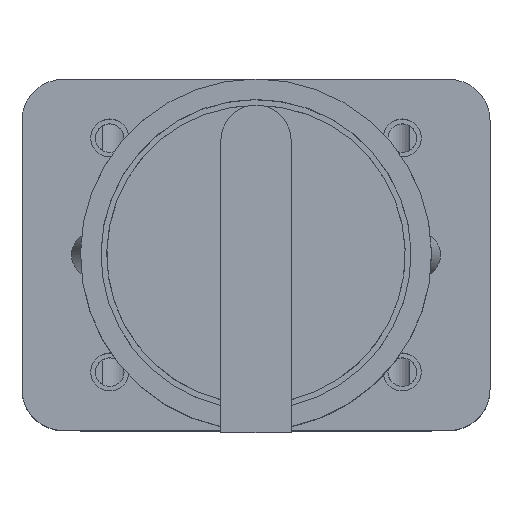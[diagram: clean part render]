
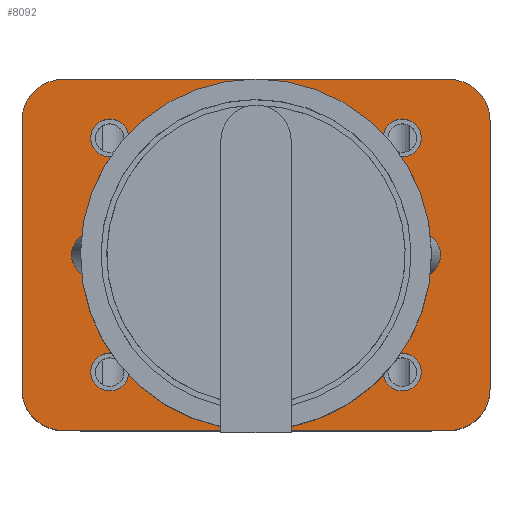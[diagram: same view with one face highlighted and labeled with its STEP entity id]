
A CAD part, top view. The second image highlights one B-rep face of the part: STEP entity #8092.
In plain terms, the highlighted planar face has unit normal (0, 0, 1).
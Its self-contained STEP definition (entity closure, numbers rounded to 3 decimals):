
#667=LINE('',#11075,#1451);
#673=LINE('',#11095,#1457);
#676=LINE('',#11103,#1460);
#678=LINE('',#11109,#1462);
#1451=VECTOR('',#9173,33.);
#1457=VECTOR('',#9193,23.);
#1460=VECTOR('',#9202,33.);
#1462=VECTOR('',#9210,23.);
#2238=PLANE('',#8586);
#2566=FACE_BOUND('',#3160,.T.);
#2567=FACE_BOUND('',#3161,.T.);
#2568=FACE_BOUND('',#3162,.T.);
#2569=FACE_BOUND('',#3163,.T.);
#2570=FACE_BOUND('',#3164,.T.);
#2571=FACE_BOUND('',#3165,.T.);
#2572=FACE_BOUND('',#3166,.T.);
#2573=FACE_BOUND('',#3167,.T.);
#2692=ELLIPSE('',#8544,2.071,2.);
#2693=ELLIPSE('',#8550,2.071,2.);
#3160=EDGE_LOOP('',(#5818));
#3161=EDGE_LOOP('',(#5819));
#3162=EDGE_LOOP('',(#5820));
#3163=EDGE_LOOP('',(#5821));
#3164=EDGE_LOOP('',(#5822));
#3165=EDGE_LOOP('',(#5823));
#3166=EDGE_LOOP('',(#5824));
#3167=EDGE_LOOP('',(#5825,#5826,#5827,#5828,#5829,#5830,#5831,#5832));
#3704=CIRCLE('',#8556,1.625);
#3706=CIRCLE('',#8559,1.625);
#3708=CIRCLE('',#8562,1.625);
#3710=CIRCLE('',#8565,1.625);
#3712=CIRCLE('',#8568,11.25);
#3713=CIRCLE('',#8570,3.5);
#3718=CIRCLE('',#8578,3.5);
#3719=CIRCLE('',#8581,3.5);
#3720=CIRCLE('',#8584,3.5);
#3867=VERTEX_POINT('',#11021);
#3870=VERTEX_POINT('',#11030);
#3873=VERTEX_POINT('',#11039);
#3875=VERTEX_POINT('',#11044);
#3877=VERTEX_POINT('',#11049);
#3879=VERTEX_POINT('',#11054);
#3881=VERTEX_POINT('',#11059);
#3882=VERTEX_POINT('',#11062);
#3883=VERTEX_POINT('',#11063);
#3887=VERTEX_POINT('',#11073);
#3893=VERTEX_POINT('',#11089);
#3894=VERTEX_POINT('',#11093);
#3895=VERTEX_POINT('',#11097);
#3896=VERTEX_POINT('',#11101);
#3897=VERTEX_POINT('',#11105);
#4625=EDGE_CURVE('',#3867,#3867,#2692,.T.);
#4628=EDGE_CURVE('',#3870,#3870,#2693,.T.);
#4631=EDGE_CURVE('',#3873,#3873,#3704,.T.);
#4633=EDGE_CURVE('',#3875,#3875,#3706,.T.);
#4635=EDGE_CURVE('',#3877,#3877,#3708,.T.);
#4637=EDGE_CURVE('',#3879,#3879,#3710,.T.);
#4639=EDGE_CURVE('',#3881,#3881,#3712,.T.);
#4640=EDGE_CURVE('',#3882,#3883,#3713,.T.);
#4646=EDGE_CURVE('',#3887,#3882,#667,.T.);
#4653=EDGE_CURVE('',#3893,#3887,#3718,.T.);
#4656=EDGE_CURVE('',#3894,#3893,#673,.T.);
#4657=EDGE_CURVE('',#3895,#3894,#3719,.T.);
#4660=EDGE_CURVE('',#3896,#3895,#676,.T.);
#4661=EDGE_CURVE('',#3897,#3896,#3720,.T.);
#4663=EDGE_CURVE('',#3883,#3897,#678,.T.);
#5818=ORIENTED_EDGE('',*,*,#4625,.T.);
#5819=ORIENTED_EDGE('',*,*,#4628,.T.);
#5820=ORIENTED_EDGE('',*,*,#4631,.T.);
#5821=ORIENTED_EDGE('',*,*,#4633,.T.);
#5822=ORIENTED_EDGE('',*,*,#4635,.T.);
#5823=ORIENTED_EDGE('',*,*,#4637,.T.);
#5824=ORIENTED_EDGE('',*,*,#4639,.T.);
#5825=ORIENTED_EDGE('',*,*,#4640,.F.);
#5826=ORIENTED_EDGE('',*,*,#4646,.F.);
#5827=ORIENTED_EDGE('',*,*,#4653,.F.);
#5828=ORIENTED_EDGE('',*,*,#4656,.F.);
#5829=ORIENTED_EDGE('',*,*,#4657,.F.);
#5830=ORIENTED_EDGE('',*,*,#4660,.F.);
#5831=ORIENTED_EDGE('',*,*,#4661,.F.);
#5832=ORIENTED_EDGE('',*,*,#4663,.F.);
#8092=ADVANCED_FACE('',(#2566,#2567,#2568,#2569,#2570,#2571,#2572,#2573),
#2238,.T.);
#8544=AXIS2_PLACEMENT_3D('',#11022,#9111,#9112);
#8550=AXIS2_PLACEMENT_3D('',#11031,#9123,#9124);
#8556=AXIS2_PLACEMENT_3D('',#11040,#9135,#9136);
#8559=AXIS2_PLACEMENT_3D('',#11045,#9141,#9142);
#8562=AXIS2_PLACEMENT_3D('',#11050,#9147,#9148);
#8565=AXIS2_PLACEMENT_3D('',#11055,#9153,#9154);
#8568=AXIS2_PLACEMENT_3D('',#11060,#9159,#9160);
#8570=AXIS2_PLACEMENT_3D('',#11064,#9163,#9164);
#8578=AXIS2_PLACEMENT_3D('',#11090,#9187,#9188);
#8581=AXIS2_PLACEMENT_3D('',#11098,#9196,#9197);
#8584=AXIS2_PLACEMENT_3D('',#11106,#9205,#9206);
#8586=AXIS2_PLACEMENT_3D('',#11110,#9211,#9212);
#9111=DIRECTION('center_axis',(0.,0.,-1.));
#9112=DIRECTION('ref_axis',(-1.,0.,0.));
#9123=DIRECTION('center_axis',(0.,0.,-1.));
#9124=DIRECTION('ref_axis',(1.,0.,0.));
#9135=DIRECTION('center_axis',(0.,0.,-1.));
#9136=DIRECTION('ref_axis',(1.,0.,0.));
#9141=DIRECTION('center_axis',(0.,0.,-1.));
#9142=DIRECTION('ref_axis',(1.,0.,0.));
#9147=DIRECTION('center_axis',(0.,0.,-1.));
#9148=DIRECTION('ref_axis',(1.,0.,0.));
#9153=DIRECTION('center_axis',(0.,0.,-1.));
#9154=DIRECTION('ref_axis',(1.,0.,0.));
#9159=DIRECTION('center_axis',(0.,0.,-1.));
#9160=DIRECTION('ref_axis',(-1.,0.,0.));
#9163=DIRECTION('center_axis',(0.,0.,-1.));
#9164=DIRECTION('ref_axis',(-0.707,-0.707,0.));
#9173=DIRECTION('',(-1.,0.,0.));
#9187=DIRECTION('center_axis',(0.,0.,-1.));
#9188=DIRECTION('ref_axis',(0.707,-0.707,0.));
#9193=DIRECTION('',(0.,-1.,0.));
#9196=DIRECTION('center_axis',(0.,0.,-1.));
#9197=DIRECTION('ref_axis',(0.707,0.707,0.));
#9202=DIRECTION('',(1.,0.,0.));
#9205=DIRECTION('center_axis',(0.,0.,-1.));
#9206=DIRECTION('ref_axis',(-0.707,0.707,0.));
#9210=DIRECTION('',(0.,1.,0.));
#9211=DIRECTION('center_axis',(0.,0.,1.));
#9212=DIRECTION('ref_axis',(1.,0.,0.));
#11021=CARTESIAN_POINT('',(-11.629,0.,11.5));
#11022=CARTESIAN_POINT('Origin',(-13.7,0.,11.5));
#11030=CARTESIAN_POINT('',(11.629,0.,11.5));
#11031=CARTESIAN_POINT('Origin',(13.7,0.,11.5));
#11039=CARTESIAN_POINT('',(14.125,-10.,11.5));
#11040=CARTESIAN_POINT('Origin',(12.5,-10.,11.5));
#11044=CARTESIAN_POINT('',(-10.875,10.,11.5));
#11045=CARTESIAN_POINT('Origin',(-12.5,10.,11.5));
#11049=CARTESIAN_POINT('',(-10.875,-10.,11.5));
#11050=CARTESIAN_POINT('Origin',(-12.5,-10.,11.5));
#11054=CARTESIAN_POINT('',(14.125,10.,11.5));
#11055=CARTESIAN_POINT('Origin',(12.5,10.,11.5));
#11059=CARTESIAN_POINT('',(11.25,0.,11.5));
#11060=CARTESIAN_POINT('Origin',(0.,0.,11.5));
#11062=CARTESIAN_POINT('',(-16.5,-15.,11.5));
#11063=CARTESIAN_POINT('',(-20.,-11.5,11.5));
#11064=CARTESIAN_POINT('Origin',(-16.5,-11.5,11.5));
#11073=CARTESIAN_POINT('',(16.5,-15.,11.5));
#11075=CARTESIAN_POINT('',(20.,-15.,11.5));
#11089=CARTESIAN_POINT('',(20.,-11.5,11.5));
#11090=CARTESIAN_POINT('Origin',(16.5,-11.5,11.5));
#11093=CARTESIAN_POINT('',(20.,11.5,11.5));
#11095=CARTESIAN_POINT('',(20.,15.,11.5));
#11097=CARTESIAN_POINT('',(16.5,15.,11.5));
#11098=CARTESIAN_POINT('Origin',(16.5,11.5,11.5));
#11101=CARTESIAN_POINT('',(-16.5,15.,11.5));
#11103=CARTESIAN_POINT('',(-20.,15.,11.5));
#11105=CARTESIAN_POINT('',(-20.,11.5,11.5));
#11106=CARTESIAN_POINT('Origin',(-16.5,11.5,11.5));
#11109=CARTESIAN_POINT('',(-20.,-15.,11.5));
#11110=CARTESIAN_POINT('Origin',(0.,0.,
11.5));
